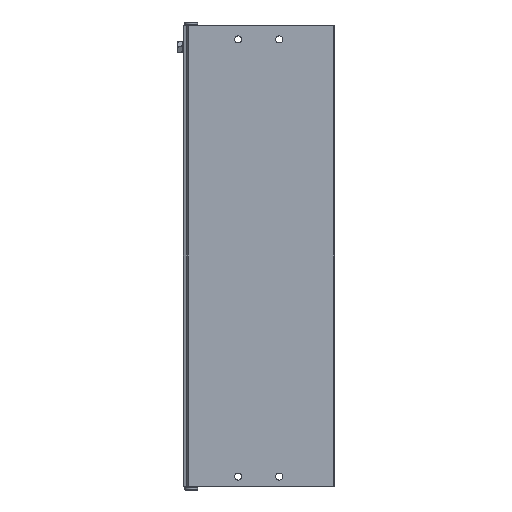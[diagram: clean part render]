
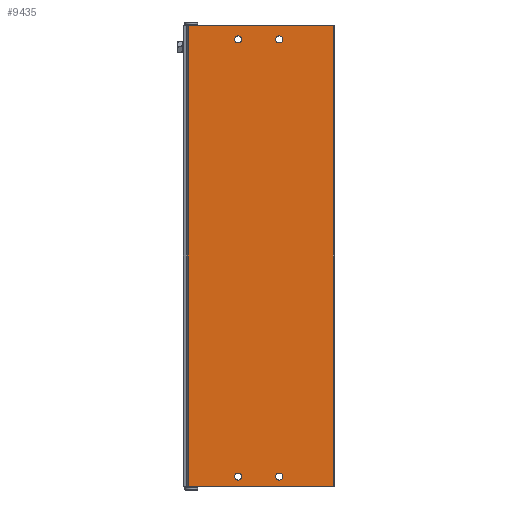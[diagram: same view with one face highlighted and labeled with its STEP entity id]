
A CAD part, front view. The second image highlights one B-rep face of the part: STEP entity #9435.
In plain terms, the highlighted planar face has unit normal (0, -1, 0).
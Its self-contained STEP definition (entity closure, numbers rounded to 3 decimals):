
#81=PLANE('',#10569);
#563=LINE('',#16060,#1093);
#564=LINE('',#16072,#1094);
#565=LINE('',#16074,#1095);
#566=LINE('',#16076,#1096);
#1093=VECTOR('',#11882,1000.);
#1094=VECTOR('',#11895,1000.);
#1095=VECTOR('',#11896,1000.);
#1096=VECTOR('',#11897,1000.);
#1883=ORIENTED_EDGE('',*,*,#4254,.T.);
#1884=ORIENTED_EDGE('',*,*,#4255,.T.);
#1885=ORIENTED_EDGE('',*,*,#4256,.T.);
#1886=ORIENTED_EDGE('',*,*,#4257,.T.);
#1887=ORIENTED_EDGE('',*,*,#4258,.T.);
#1888=ORIENTED_EDGE('',*,*,#4259,.F.);
#1889=ORIENTED_EDGE('',*,*,#4260,.F.);
#1890=ORIENTED_EDGE('',*,*,#4252,.T.);
#4252=EDGE_CURVE('',#5437,#5436,#563,.T.);
#4254=EDGE_CURVE('',#5438,#5438,#6241,.T.);
#4255=EDGE_CURVE('',#5439,#5439,#6242,.T.);
#4256=EDGE_CURVE('',#5440,#5440,#6243,.T.);
#4257=EDGE_CURVE('',#5441,#5441,#6244,.T.);
#4258=EDGE_CURVE('',#5436,#5442,#564,.T.);
#4259=EDGE_CURVE('',#5443,#5442,#565,.T.);
#4260=EDGE_CURVE('',#5437,#5443,#566,.T.);
#5436=VERTEX_POINT('',#16059);
#5437=VERTEX_POINT('',#16061);
#5438=VERTEX_POINT('',#16065);
#5439=VERTEX_POINT('',#16067);
#5440=VERTEX_POINT('',#16069);
#5441=VERTEX_POINT('',#16071);
#5442=VERTEX_POINT('',#16073);
#5443=VERTEX_POINT('',#16075);
#6241=CIRCLE('',#10570,2.25);
#6242=CIRCLE('',#10571,2.25);
#6243=CIRCLE('',#10572,2.25);
#6244=CIRCLE('',#10573,2.25);
#6849=EDGE_LOOP('',(#1883));
#6850=EDGE_LOOP('',(#1884));
#6851=EDGE_LOOP('',(#1885));
#6852=EDGE_LOOP('',(#1886));
#6853=EDGE_LOOP('',(#1887,#1888,#1889,#1890));
#8067=FACE_BOUND('',#6849,.T.);
#8068=FACE_BOUND('',#6850,.T.);
#8069=FACE_BOUND('',#6851,.T.);
#8070=FACE_BOUND('',#6852,.T.);
#8071=FACE_BOUND('',#6853,.T.);
#9435=ADVANCED_FACE('',(#8067,#8068,#8069,#8070,#8071),#81,.F.);
#10569=AXIS2_PLACEMENT_3D('',#16063,#11885,#11886);
#10570=AXIS2_PLACEMENT_3D('',#16064,#11887,#11888);
#10571=AXIS2_PLACEMENT_3D('',#16066,#11889,#11890);
#10572=AXIS2_PLACEMENT_3D('',#16068,#11891,#11892);
#10573=AXIS2_PLACEMENT_3D('',#16070,#11893,#11894);
#11882=DIRECTION('',(0.,0.,-1.));
#11885=DIRECTION('',(0.,1.,0.));
#11886=DIRECTION('',(0.,0.,1.));
#11887=DIRECTION('',(0.,1.,0.));
#11888=DIRECTION('',(0.,0.,1.));
#11889=DIRECTION('',(0.,1.,0.));
#11890=DIRECTION('',(0.,0.,1.));
#11891=DIRECTION('',(0.,1.,0.));
#11892=DIRECTION('',(0.,0.,1.));
#11893=DIRECTION('',(0.,1.,0.));
#11894=DIRECTION('',(0.,0.,1.));
#11895=DIRECTION('',(1.,0.,0.));
#11896=DIRECTION('',(0.,0.,-1.));
#11897=DIRECTION('',(1.,0.,0.));
#16059=CARTESIAN_POINT('',(-47.3,0.,0.));
#16060=CARTESIAN_POINT('',(-47.3,0.,291.5));
#16061=CARTESIAN_POINT('',(-47.3,0.,291.5));
#16063=CARTESIAN_POINT('',(-47.3,0.,291.5));
#16064=CARTESIAN_POINT('',(-13.,0.,8.5));
#16065=CARTESIAN_POINT('',(-13.,0.,10.75));
#16066=CARTESIAN_POINT('',(13.,0.,285.5));
#16067=CARTESIAN_POINT('',(13.,0.,287.75));
#16068=CARTESIAN_POINT('',(-13.,0.,285.5));
#16069=CARTESIAN_POINT('',(-13.,0.,287.75));
#16070=CARTESIAN_POINT('',(13.,0.,8.5));
#16071=CARTESIAN_POINT('',(13.,0.,10.75));
#16072=CARTESIAN_POINT('',(-47.3,0.,0.));
#16073=CARTESIAN_POINT('',(44.7,0.,0.));
#16074=CARTESIAN_POINT('',(44.7,0.,291.5));
#16075=CARTESIAN_POINT('',(44.7,0.,291.5));
#16076=CARTESIAN_POINT('',(-47.3,0.,291.5));
